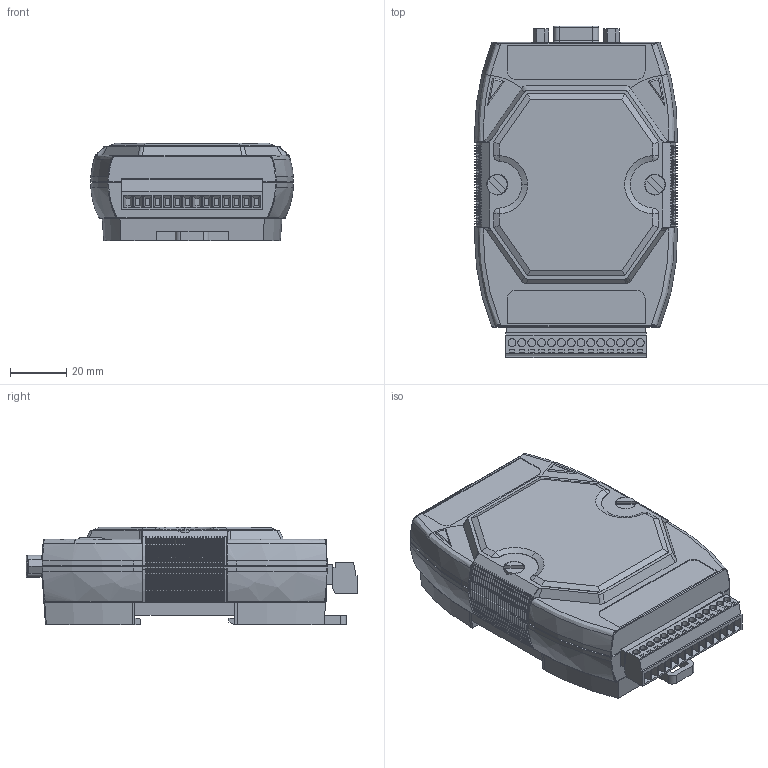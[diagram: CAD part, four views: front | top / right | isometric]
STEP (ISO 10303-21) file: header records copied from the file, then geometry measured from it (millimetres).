
FILE_DESCRIPTION (( 'STEP AP203' ), '1' );
FILE_NAME ('GW-7552-B.STEP', '2022-04-06T00:56:35', ( 'Windows 使用者' ), ( '' ), 'SwSTEP 2.0', 'SolidWorks 2020', '' );
FILE_SCHEMA (( 'CONFIG_CONTROL_DESIGN' ));
Length unit declared in the file: millimetre
Products named in the file (11): 7000-PCGai.sldasm-Part-1; MC420-35014_90; 4SIPP-755-ADB; GW-7552-B; 2DC9F-90; 遮光板; 7000軌道固定片; MC420-35014; 7K_PCB; ME030-35014; 4SIPP-755-BDB
Assembly tree (11 placements, depth 3):
  GW-7552-B
    4SIPP-755-BDB
    4SIPP-755-ADB
    7000軌道固定片
    7000-PCGai.sldasm-Part-1  x2
    7K_PCB
    遮光板
    2DC9F-90
    MC420-35014_90
      ME030-35014
      MC420-35014
Bounding box: 72.04 x 117.8 x 34.7 mm (x, y, z)
Volume: 63079.2 mm3; surface area: 82285.1 mm2
Topology: 10 solids, 10 shells, 3331 faces, 9132 edges, 5954 vertices
Faces by surface type: plane 2051, cylinder 399, bspline 344, cone 267, torus 248, sphere 22
Entity records: 116686 total; most frequent: CARTESIAN_POINT 38542, ORIENTED_EDGE 17710, DIRECTION 13803, EDGE_CURVE 8855, VERTEX_POINT 5772, LINE 4705, VECTOR 4705, AXIS2_PLACEMENT_3D 4549
